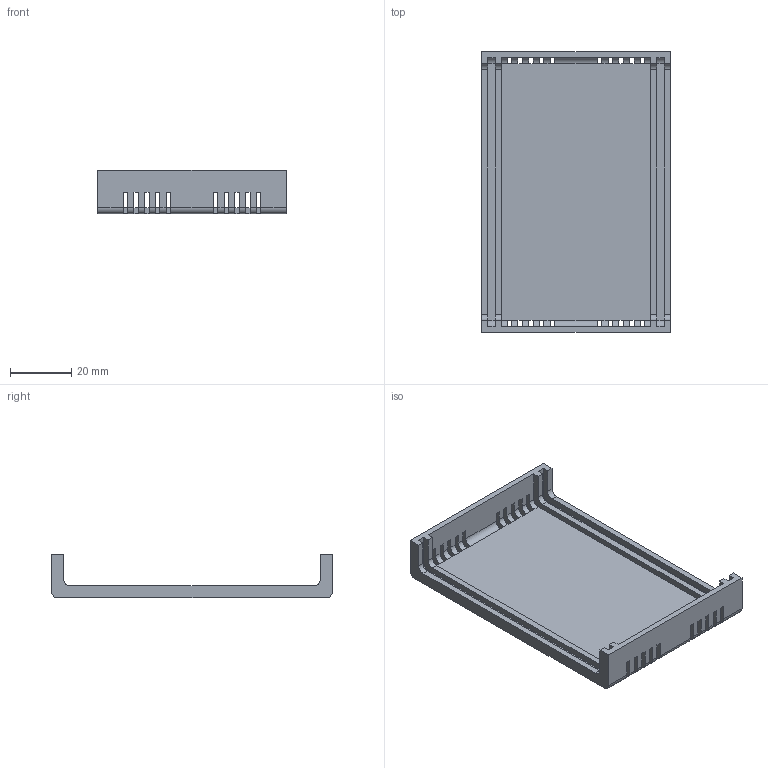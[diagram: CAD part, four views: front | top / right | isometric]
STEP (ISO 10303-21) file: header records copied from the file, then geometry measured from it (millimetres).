
FILE_DESCRIPTION(('FreeCAD Model'),'2;1');
FILE_NAME('Open CASCADE Shape Model','2024-07-04T12:21:32',(''),(''), 'Open CASCADE STEP processor 7.6','FreeCAD','Unknown');
FILE_SCHEMA(('AUTOMOTIVE_DESIGN { 1 0 10303 214 1 1 1 1 }'));
Length unit declared in the file: millimetre
Products named in the file (1): difference003
Bounding box: 61.8 x 92 x 14.3 mm (x, y, z)
Volume: 15600.2 mm3; surface area: 16973.3 mm2
Topology: 1 solids, 1 shells, 170 faces, 624 edges, 416 vertices
Faces by surface type: plane 114, cylinder 56
Entity records: 6702 total; most frequent: ORIENTED_EDGE 1248, CARTESIAN_POINT 1211, DIRECTION 1078, EDGE_CURVE 624, LINE 512, VECTOR 512, VERTEX_POINT 416, AXIS2_PLACEMENT_3D 283
